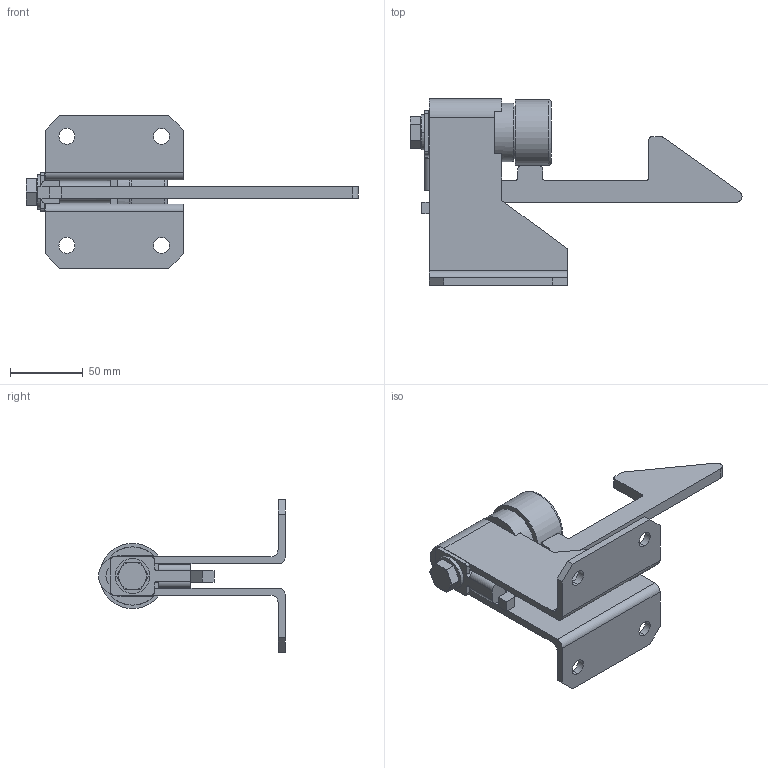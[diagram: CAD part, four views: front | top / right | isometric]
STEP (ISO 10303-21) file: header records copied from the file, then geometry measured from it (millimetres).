
FILE_DESCRIPTION (( 'STEP AP203' ), '1' );
FILE_NAME ('05GS003.STEP', '2021-10-14T12:31:34', ( '' ), ( '' ), 'SwSTEP 2.0', 'SolidWorks 2020', '' );
FILE_SCHEMA (( 'CONFIG_CONTROL_DESIGN' ));
Length unit declared in the file: millimetre
Products named in the file (1): 05GS003
Bounding box: 228.09 x 128.25 x 105 mm (x, y, z)
Volume: 226864.3 mm3; surface area: 80217.1 mm2
Topology: 2 solids, 2 shells, 140 faces, 377 edges, 246 vertices
Faces by surface type: plane 89, cylinder 49, torus 2
Entity records: 4542 total; most frequent: CARTESIAN_POINT 834, DIRECTION 767, ORIENTED_EDGE 754, EDGE_CURVE 377, LINE 261, VECTOR 261, AXIS2_PLACEMENT_3D 253, VERTEX_POINT 246
